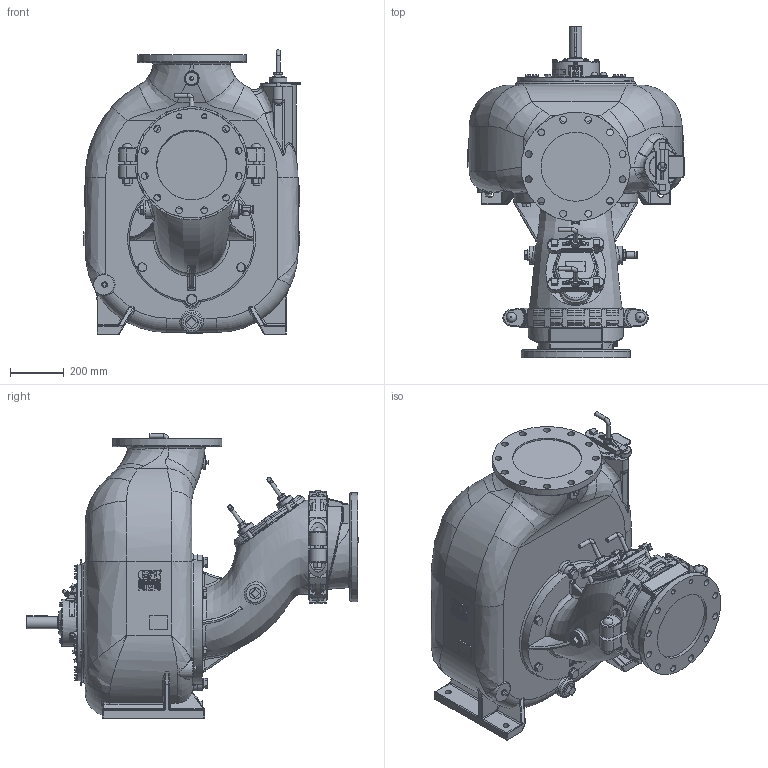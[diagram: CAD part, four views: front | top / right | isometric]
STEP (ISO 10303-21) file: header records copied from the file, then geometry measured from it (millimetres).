
FILE_DESCRIPTION(/* description */ ('Unknown'),/* implementation_level */ '2;1');
FILE_NAME(/* name */ '17262',/* time_stamp */ '2018-12-19T13:48:58-05:00',/* author */ ('Unknown'),/* organization */ ('Unknown'),/* preprocessor_version */ 'ST-DEVELOPER v16.7',/* originating_system */ 'DEX',/* authorisation */ $);
FILE_SCHEMA (('AUTOMOTIVE_DESIGN {1 0 10303 214 3 1 1}'));
Products named in the file (1): 17262
Bounding box: 807.34 x 1236.47 x 1059.12 mm (x, y, z)
Volume: 45945.9 mm3; surface area: 4252382.5 mm2
Topology: 5 solids, 6 shells, 3469 faces, 8724 edges, 5384 vertices
Faces by surface type: plane 1604, cylinder 815, bspline 448, torus 442, sphere 85, cone 75
Full cylindrical faces by diameter (mm): 2.845 x2, 3.175 x3, 8.738 x1, 12.7 x7, 13.208 x6, 15.875 x12, 17.348 x6, 19.446 x2, 22.174 x12, 22.225 x10, 22.758 x2, 23.368 x1, 25.4 x23, 31.75 x2, 32.283 x4, 37.186 x2, 44.425 x1, 47.6 x1, 50.8 x1, 66.548 x2, 76.2 x1, 133.35 x1, 174.752 x1, 257.175 x1, 315.976 x1, 319.024 x1, 348.996 x1, 406.4 x2, 434.213 x1
Entity records: 144172 total; most frequent: CARTESIAN_POINT 39312, DIRECTION 16741, ORIENTED_EDGE 16658, EDGE_CURVE 8329, AXIS2_PLACEMENT_3D 6178, VERTEX_POINT 5261, LINE 4385, VECTOR 4385
